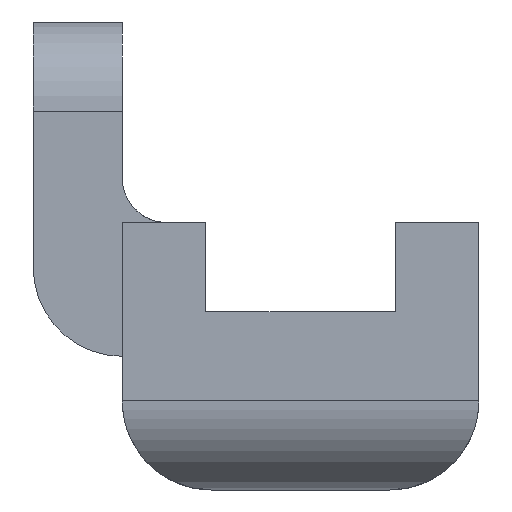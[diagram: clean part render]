
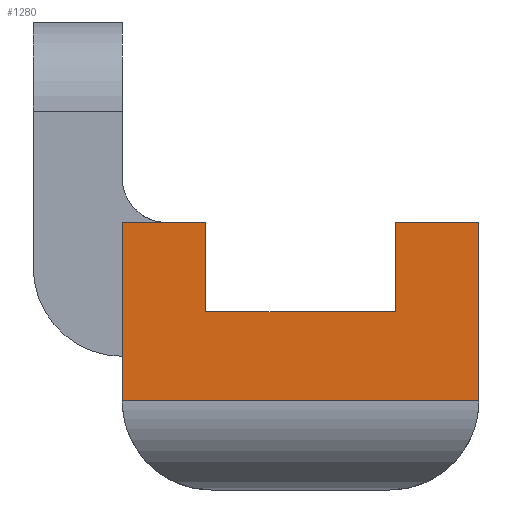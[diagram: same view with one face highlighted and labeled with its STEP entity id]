
A CAD part, left-side view. The second image highlights one B-rep face of the part: STEP entity #1280.
In plain terms, the highlighted planar face has unit normal (-1, 0, 0).
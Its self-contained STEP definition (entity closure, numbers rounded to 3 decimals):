
#27 = CARTESIAN_POINT ( 'NONE',  ( -157.53, 31.152, -2. ) ) ;
#41 = EDGE_CURVE ( 'NONE', #511, #726, #303, .T. ) ;
#61 = DIRECTION ( 'NONE',  ( 0., 0., -1. ) ) ;
#82 = CARTESIAN_POINT ( 'NONE',  ( -157.53, 31.152, 6. ) ) ;
#83 = VERTEX_POINT ( 'NONE', #1982 ) ;
#104 = VECTOR ( 'NONE', #504, 1000. ) ;
#121 = VECTOR ( 'NONE', #1019, 1000. ) ;
#140 = ORIENTED_EDGE ( 'NONE', *, *, #946, .T. ) ;
#142 = ORIENTED_EDGE ( 'NONE', *, *, #41, .F. ) ;
#188 = CARTESIAN_POINT ( 'NONE',  ( -157.53, 34.902, 6. ) ) ;
#208 = CARTESIAN_POINT ( 'NONE',  ( -157.53, 43.402, 6. ) ) ;
#238 = LINE ( 'NONE', #1226, #450 ) ;
#269 = DIRECTION ( 'NONE',  ( 0., 0., -1. ) ) ;
#294 = VECTOR ( 'NONE', #2122, 1000. ) ;
#303 = LINE ( 'NONE', #1338, #1474 ) ;
#450 = VECTOR ( 'NONE', #1746, 1000. ) ;
#504 = DIRECTION ( 'NONE',  ( 0., 0., 1. ) ) ;
#505 = LINE ( 'NONE', #1826, #2158 ) ;
#511 = VERTEX_POINT ( 'NONE', #2180 ) ;
#602 = EDGE_LOOP ( 'NONE', ( #1306, #1697, #1884, #1121, #142, #140, #1983, #1124 ) ) ;
#665 = LINE ( 'NONE', #844, #121 ) ;
#716 = VERTEX_POINT ( 'NONE', #27 ) ;
#726 = VERTEX_POINT ( 'NONE', #208 ) ;
#844 = CARTESIAN_POINT ( 'NONE',  ( -157.53, 31.152, -2. ) ) ;
#900 = PLANE ( 'NONE',  #995 ) ;
#946 = EDGE_CURVE ( 'NONE', #511, #1102, #1311, .T. ) ;
#995 = AXIS2_PLACEMENT_3D ( 'NONE', #1573, #1403, #61 ) ;
#1004 = LINE ( 'NONE', #188, #104 ) ;
#1019 = DIRECTION ( 'NONE',  ( 0., -1., 0. ) ) ;
#1027 = EDGE_CURVE ( 'NONE', #1673, #83, #1609, .T. ) ;
#1059 = EDGE_CURVE ( 'NONE', #1102, #716, #665, .T. ) ;
#1102 = VERTEX_POINT ( 'NONE', #1501 ) ;
#1113 = CARTESIAN_POINT ( 'NONE',  ( -157.53, 34.902, 2. ) ) ;
#1121 = ORIENTED_EDGE ( 'NONE', *, *, #1146, .F. ) ;
#1124 = ORIENTED_EDGE ( 'NONE', *, *, #1487, .F. ) ;
#1146 = EDGE_CURVE ( 'NONE', #726, #2182, #505, .T. ) ;
#1226 = CARTESIAN_POINT ( 'NONE',  ( -157.53, 43.402, 2. ) ) ;
#1237 = CARTESIAN_POINT ( 'NONE',  ( -157.53, 34.902, 6. ) ) ;
#1280 = ADVANCED_FACE ( 'NONE', ( #1735 ), #900, .F. ) ;
#1306 = ORIENTED_EDGE ( 'NONE', *, *, #1027, .F. ) ;
#1310 = LINE ( 'NONE', #82, #1585 ) ;
#1311 = LINE ( 'NONE', #1638, #2126 ) ;
#1338 = CARTESIAN_POINT ( 'NONE',  ( -157.53, 47.152, 6. ) ) ;
#1403 = DIRECTION ( 'NONE',  ( 1., 0., 0. ) ) ;
#1474 = VECTOR ( 'NONE', #1653, 1000. ) ;
#1487 = EDGE_CURVE ( 'NONE', #83, #716, #1310, .T. ) ;
#1501 = CARTESIAN_POINT ( 'NONE',  ( -157.53, 47.152, -2. ) ) ;
#1573 = CARTESIAN_POINT ( 'NONE',  ( -157.53, 47.152, 6. ) ) ;
#1585 = VECTOR ( 'NONE', #1961, 1000. ) ;
#1586 = EDGE_CURVE ( 'NONE', #1922, #1673, #1004, .T. ) ;
#1609 = LINE ( 'NONE', #1630, #294 ) ;
#1630 = CARTESIAN_POINT ( 'NONE',  ( -157.53, 47.152, 6. ) ) ;
#1638 = CARTESIAN_POINT ( 'NONE',  ( -157.53, 47.152, 6. ) ) ;
#1653 = DIRECTION ( 'NONE',  ( 0., -1., 0. ) ) ;
#1672 = EDGE_CURVE ( 'NONE', #2182, #1922, #238, .T. ) ;
#1673 = VERTEX_POINT ( 'NONE', #1237 ) ;
#1679 = DIRECTION ( 'NONE',  ( 0., 0., -1. ) ) ;
#1697 = ORIENTED_EDGE ( 'NONE', *, *, #1586, .F. ) ;
#1735 = FACE_OUTER_BOUND ( 'NONE', #602, .T. ) ;
#1746 = DIRECTION ( 'NONE',  ( 0., -1., 0. ) ) ;
#1826 = CARTESIAN_POINT ( 'NONE',  ( -157.53, 43.402, 6. ) ) ;
#1884 = ORIENTED_EDGE ( 'NONE', *, *, #1672, .F. ) ;
#1894 = CARTESIAN_POINT ( 'NONE',  ( -157.53, 43.402, 2. ) ) ;
#1922 = VERTEX_POINT ( 'NONE', #1113 ) ;
#1961 = DIRECTION ( 'NONE',  ( 0., 0., -1. ) ) ;
#1982 = CARTESIAN_POINT ( 'NONE',  ( -157.53, 31.152, 6. ) ) ;
#1983 = ORIENTED_EDGE ( 'NONE', *, *, #1059, .T. ) ;
#2122 = DIRECTION ( 'NONE',  ( 0., -1., 0. ) ) ;
#2126 = VECTOR ( 'NONE', #269, 1000. ) ;
#2158 = VECTOR ( 'NONE', #1679, 1000. ) ;
#2180 = CARTESIAN_POINT ( 'NONE',  ( -157.53, 47.152, 6. ) ) ;
#2182 = VERTEX_POINT ( 'NONE', #1894 ) ;
